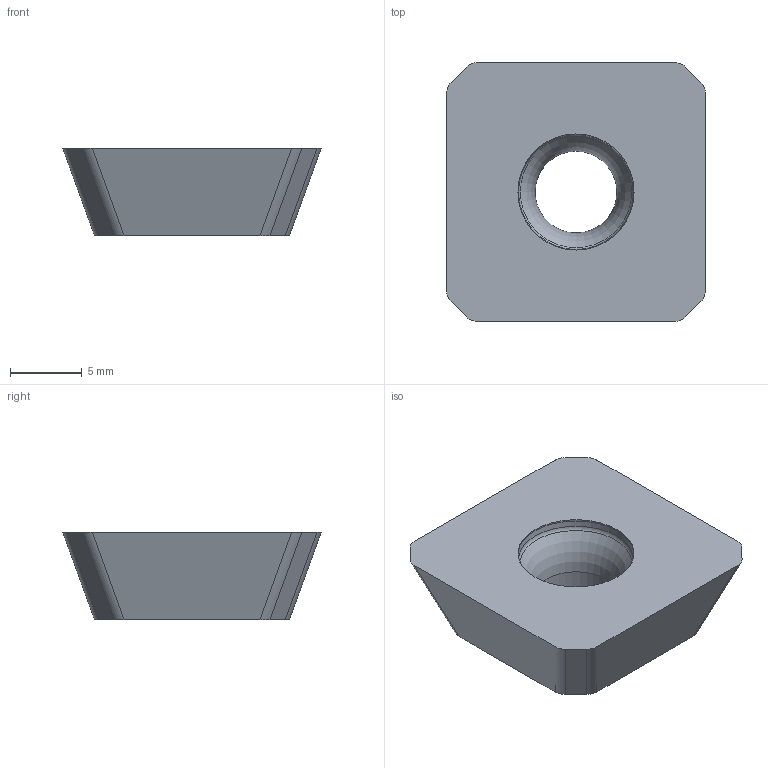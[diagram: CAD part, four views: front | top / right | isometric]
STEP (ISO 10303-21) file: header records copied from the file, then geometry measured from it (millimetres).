
FILE_DESCRIPTION(/* description */ (''),/* implementation_level */ '2;1');
FILE_NAME(/* name */ 'aaa328474_a.stp',/* time_stamp */ '2019-09-11T08:15:52+02:00',/* author */ (''),/* organization */ ('SMS'),/* preprocessor_version */ 'ST-DEVELOPER v16.7',/* originating_system */ 'SIEMENS PLM Software NX 12.0',/* authorisation */ '');
FILE_SCHEMA (('AUTOMOTIVE_DESIGN { 1 0 10303 214 3 1 1 1 }'));
Length unit declared in the file: millimetre
Products named in the file (1): AAA328474_A
Bounding box: 18.02 x 18.02 x 6.08 mm (x, y, z)
Volume: 1294.2 mm3; surface area: 930.1 mm2
Topology: 1 solids, 1 shells, 35 faces, 93 edges, 63 vertices
Faces by surface type: plane 15, extrusion 8, bspline 4, torus 4, cone 2, cylinder 2
Full cylindrical faces by diameter (mm): 5.7 x1, 8.103 x1
Entity records: 1414 total; most frequent: CARTESIAN_POINT 558, ORIENTED_EDGE 164, DIRECTION 148, EDGE_CURVE 82, VERTEX_POINT 58, VECTOR 52, AXIS2_PLACEMENT_3D 48, EDGE_LOOP 46
